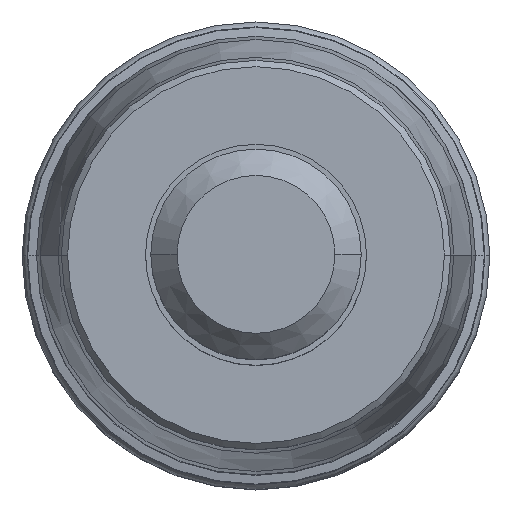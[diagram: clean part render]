
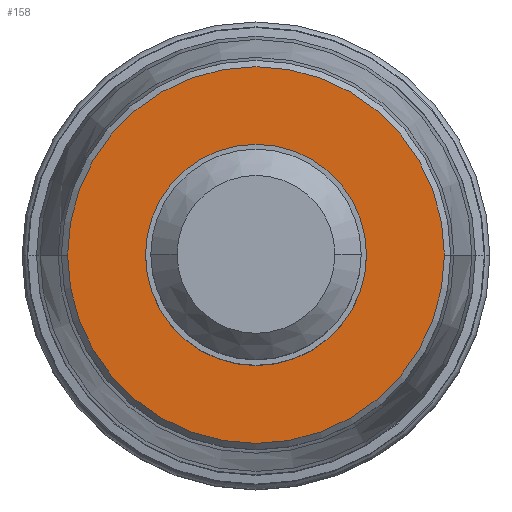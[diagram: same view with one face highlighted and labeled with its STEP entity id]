
A CAD part, top view. The second image highlights one B-rep face of the part: STEP entity #158.
In plain terms, the highlighted planar face has unit normal (0, 0, 1).
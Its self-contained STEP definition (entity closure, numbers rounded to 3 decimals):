
#28=PLANE('',#1441);
#33=FACE_BOUND('',#331,.T.);
#34=FACE_BOUND('',#332,.T.);
#158=ADVANCED_FACE('',(#33,#34),#28,.F.);
#331=EDGE_LOOP('',(#542,#543,#544,#545));
#332=EDGE_LOOP('',(#546,#547));
#542=ORIENTED_EDGE('',*,*,#906,.F.);
#543=ORIENTED_EDGE('',*,*,#907,.F.);
#544=ORIENTED_EDGE('',*,*,#905,.F.);
#545=ORIENTED_EDGE('',*,*,#904,.F.);
#546=ORIENTED_EDGE('',*,*,#908,.F.);
#547=ORIENTED_EDGE('',*,*,#909,.F.);
#764=VERTEX_POINT('',#3216);
#765=VERTEX_POINT('',#3218);
#766=VERTEX_POINT('',#3220);
#767=VERTEX_POINT('',#3224);
#768=VERTEX_POINT('',#3227);
#769=VERTEX_POINT('',#3228);
#904=EDGE_CURVE('',#765,#766,#1096,.T.);
#905=EDGE_CURVE('',#766,#764,#1097,.T.);
#906=EDGE_CURVE('',#767,#765,#1098,.T.);
#907=EDGE_CURVE('',#764,#767,#1099,.T.);
#908=EDGE_CURVE('',#768,#769,#1100,.T.);
#909=EDGE_CURVE('',#769,#768,#1101,.T.);
#1096=CIRCLE('',#1434,8.95);
#1097=CIRCLE('',#1435,8.95);
#1098=CIRCLE('',#1437,8.95);
#1099=CIRCLE('',#1438,8.95);
#1100=CIRCLE('',#1439,5.25);
#1101=CIRCLE('',#1440,5.25);
#1434=AXIS2_PLACEMENT_3D('',#3219,#1752,#1753);
#1435=AXIS2_PLACEMENT_3D('',#3221,#1754,#1755);
#1437=AXIS2_PLACEMENT_3D('',#3223,#1758,#1759);
#1438=AXIS2_PLACEMENT_3D('',#3225,#1760,#1761);
#1439=AXIS2_PLACEMENT_3D('',#3226,#1762,#1763);
#1440=AXIS2_PLACEMENT_3D('',#3229,#1764,#1765);
#1441=AXIS2_PLACEMENT_3D('',#3230,#1766,#1767);
#1752=DIRECTION('',(0.,0.,-1.));
#1753=DIRECTION('',(1.,0.,0.));
#1754=DIRECTION('',(0.,0.,-1.));
#1755=DIRECTION('',(0.,-1.,0.));
#1758=DIRECTION('',(0.,0.,-1.));
#1759=DIRECTION('',(0.,1.,0.));
#1760=DIRECTION('',(0.,0.,-1.));
#1761=DIRECTION('',(-1.,0.,0.));
#1762=DIRECTION('',(0.,0.,1.));
#1763=DIRECTION('',(1.,0.,0.));
#1764=DIRECTION('',(0.,0.,1.));
#1765=DIRECTION('',(-1.,0.,0.));
#1766=DIRECTION('',(0.,0.,-1.));
#1767=DIRECTION('',(-1.,0.,0.));
#3216=CARTESIAN_POINT('',(-8.95,0.,0.));
#3218=CARTESIAN_POINT('',(8.95,0.,0.));
#3219=CARTESIAN_POINT('',(0.,0.,0.));
#3220=CARTESIAN_POINT('',(0.,-8.95,0.));
#3221=CARTESIAN_POINT('',(0.,0.,0.));
#3223=CARTESIAN_POINT('',(0.,0.,0.));
#3224=CARTESIAN_POINT('',(0.,8.95,0.));
#3225=CARTESIAN_POINT('',(0.,0.,0.));
#3226=CARTESIAN_POINT('',(0.,0.,0.));
#3227=CARTESIAN_POINT('',(5.25,0.,0.));
#3228=CARTESIAN_POINT('',(-5.25,0.,0.));
#3229=CARTESIAN_POINT('',(0.,0.,0.));
#3230=CARTESIAN_POINT('',(0.,0.,0.));
